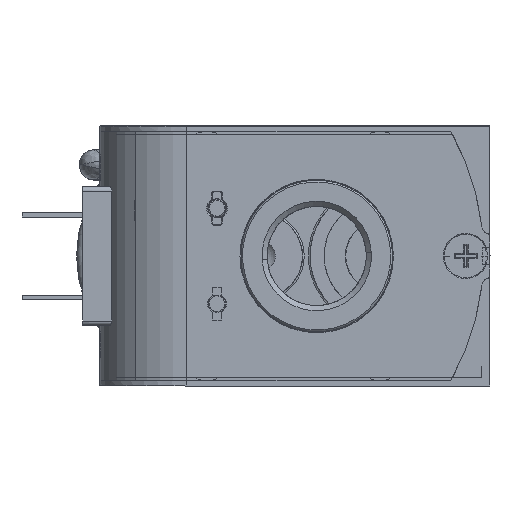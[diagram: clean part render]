
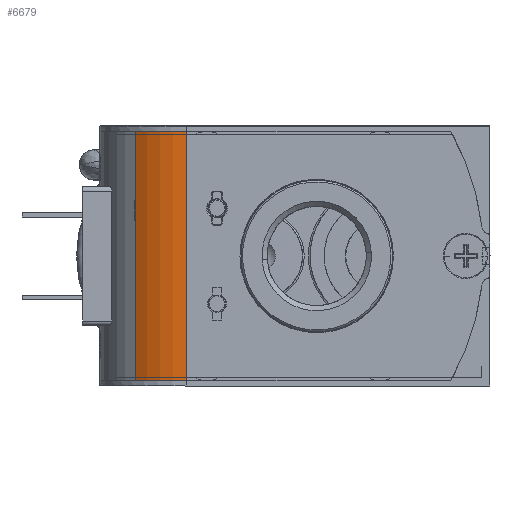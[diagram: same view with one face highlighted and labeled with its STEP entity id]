
A CAD part, left-side view. The second image highlights one B-rep face of the part: STEP entity #6679.
In plain terms, the highlighted cylindrical face has radius 10 mm (diameter 20 mm), a partial arc.
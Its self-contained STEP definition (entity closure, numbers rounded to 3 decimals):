
#6679=ADVANCED_FACE('',(#13950),#13951,.T.);
#13950=FACE_OUTER_BOUND('',#40773,.T.);
#13951=CYLINDRICAL_SURFACE('',#40774,10.);
#40773=EDGE_LOOP('',(#75948,#75949,#75950,#75951));
#40774=AXIS2_PLACEMENT_3D('',#75952,#75953,#75954);
#75948=ORIENTED_EDGE('',*,*,#87303,.T.);
#75949=ORIENTED_EDGE('',*,*,#87304,.T.);
#75950=ORIENTED_EDGE('',*,*,#87305,.F.);
#75951=ORIENTED_EDGE('',*,*,#87296,.F.);
#75952=CARTESIAN_POINT('',(-32.9,2.3,14.));
#75953=DIRECTION('',(0.,0.,-1.0));
#75954=DIRECTION('',(-1.0,0.,0.));
#87296=EDGE_CURVE('',#99395,#99397,#99398,.T.);
#87303=EDGE_CURVE('',#99395,#99409,#99410,.T.);
#87304=EDGE_CURVE('',#99409,#99411,#99412,.T.);
#87305=EDGE_CURVE('',#99397,#99411,#99413,.T.);
#99395=VERTEX_POINT('',#121422);
#99397=VERTEX_POINT('',#121425);
#99398=LINE('',#121426,#121427);
#99409=VERTEX_POINT('',#121441);
#99410=CIRCLE('',#121442,10.0);
#99411=VERTEX_POINT('',#121443);
#99412=LINE('',#121444,#121445);
#99413=CIRCLE('',#121446,10.0);
#121422=CARTESIAN_POINT('',(-42.9,2.3,14.4));
#121425=CARTESIAN_POINT('',(-42.9,2.3,-14.4));
#121426=CARTESIAN_POINT('',(-42.9,2.3,14.));
#121427=VECTOR('',#136296,1000.0);
#121441=CARTESIAN_POINT('',(-40.996,8.17,14.4));
#121442=AXIS2_PLACEMENT_3D('',#136306,#136307,#136308);
#121443=CARTESIAN_POINT('',(-40.996,8.17,-14.4));
#121444=CARTESIAN_POINT('',(-40.996,8.17,14.));
#121445=VECTOR('',#136309,1000.0);
#121446=AXIS2_PLACEMENT_3D('',#136310,#136311,#136312);
#136296=DIRECTION('',(0.,0.,-1.0));
#136306=CARTESIAN_POINT('',(-32.9,2.3,14.4));
#136307=DIRECTION('',(0.,0.,-1.0));
#136308=DIRECTION('',(-1.0,0.,0.));
#136309=DIRECTION('',(0.,0.,-1.0));
#136310=CARTESIAN_POINT('',(-32.9,2.3,-14.4));
#136311=DIRECTION('',(0.,0.,-1.0));
#136312=DIRECTION('',(-1.0,0.,0.));
